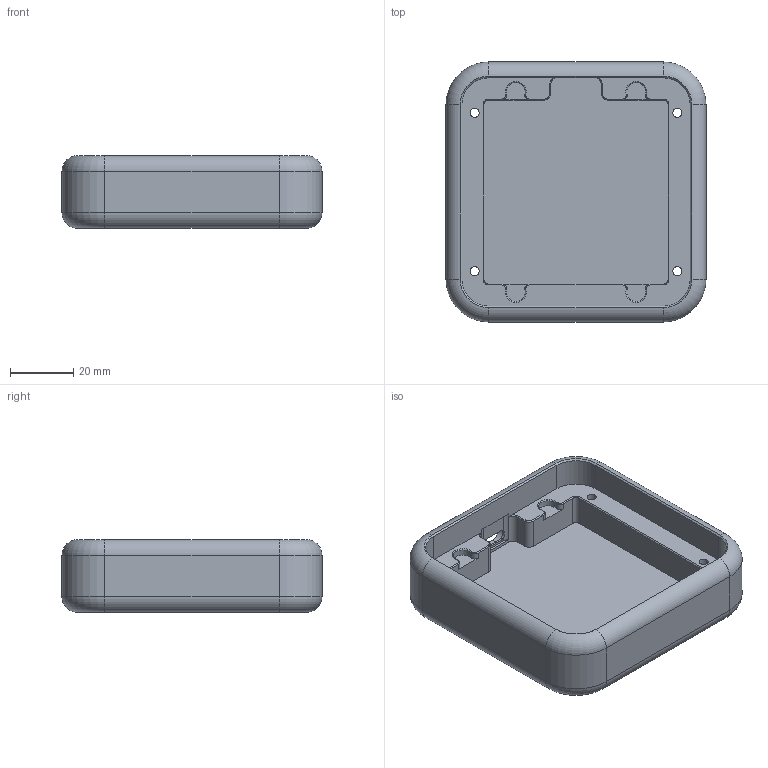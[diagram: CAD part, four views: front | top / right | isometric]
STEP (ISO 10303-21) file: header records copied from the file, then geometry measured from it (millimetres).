
FILE_DESCRIPTION(/* description */ (''),/* implementation_level */ '2;1');
FILE_NAME(/* name */ 'MACROPAD_Geon_bottom_3dp.step',/* time_stamp */ '2025-06-05T12:01:24+09:00',/* author */ (''),/* organization */ (''),/* preprocessor_version */ 'ST-DEVELOPER v20.1',/* originating_system */ 'Autodesk Translation Framework v14.10.0.0',/* authorisation */ '');
FILE_SCHEMA (('AUTOMOTIVE_DESIGN { 1 0 10303 214 3 1 1 }'));
Length unit declared in the file: millimetre
Products named in the file (2): MACROPAD_SHARE; BOTTOM
Assembly tree (1 placements, depth 2):
  MACROPAD_SHARE
    BOTTOM
Bounding box: 82.1 x 82.1 x 22.98 mm (x, y, z)
Volume: 63261.8 mm3; surface area: 24439.1 mm2
Topology: 1 solids, 1 shells, 169 faces, 400 edges, 240 vertices
Faces by surface type: plane 67, cylinder 58, cone 32, torus 8, bspline 4
Full cylindrical faces by diameter (mm): 2.9 x4, 5.2 x4, 8.2 x3, 8.3 x1
Entity records: 4981 total; most frequent: CARTESIAN_POINT 944, DIRECTION 874, ORIENTED_EDGE 800, EDGE_CURVE 400, AXIS2_PLACEMENT_3D 322, VERTEX_POINT 240, LINE 230, VECTOR 230
